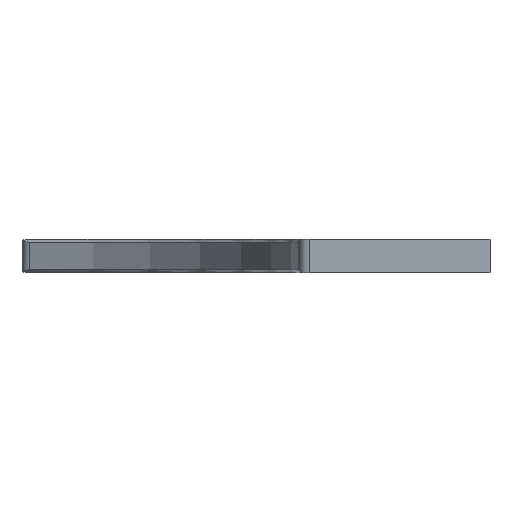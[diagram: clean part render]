
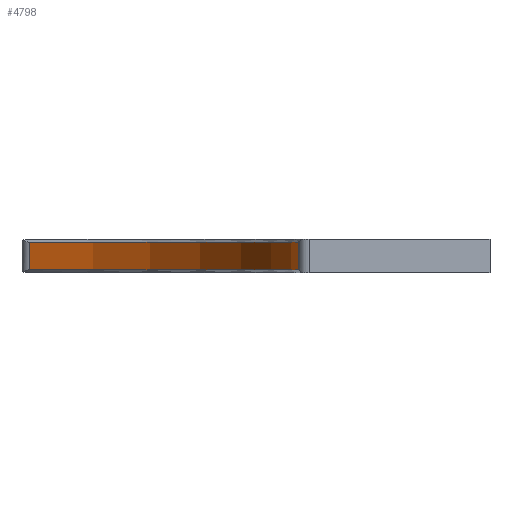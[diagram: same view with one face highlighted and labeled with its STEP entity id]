
A CAD part, front view. The second image highlights one B-rep face of the part: STEP entity #4798.
In plain terms, the highlighted cylindrical face has radius 115.9 mm (diameter 231.8 mm), a partial arc.
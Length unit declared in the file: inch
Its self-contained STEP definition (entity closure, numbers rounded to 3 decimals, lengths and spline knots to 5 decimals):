
#96 = CARTESIAN_POINT ( 'NONE',  ( 0., 0., -0.031 ) ) ;
#122 = CIRCLE ( 'NONE', #2624, 4.563 ) ;
#149 = EDGE_CURVE ( 'NONE', #3349, #3258, #5122, .T. ) ;
#197 = EDGE_CURVE ( 'NONE', #2237, #231, #5547, .T. ) ;
#231 = VERTEX_POINT ( 'NONE', #1757 ) ;
#384 = ORIENTED_EDGE ( 'NONE', *, *, #197, .T. ) ;
#385 = AXIS2_PLACEMENT_3D ( 'NONE', #3521, #4251, #3921 ) ;
#538 = EDGE_LOOP ( 'NONE', ( #1498, #384, #1410, #3820 ) ) ;
#1141 = CARTESIAN_POINT ( 'NONE',  ( 4.56138, 0.12167, -0.3735 ) ) ;
#1303 = CIRCLE ( 'NONE', #385, 4.563 ) ;
#1410 = ORIENTED_EDGE ( 'NONE', *, *, #3289, .T. ) ;
#1427 = CARTESIAN_POINT ( 'NONE',  ( 0., 0., -0.3735 ) ) ;
#1484 = DIRECTION ( 'NONE',  ( 1., 0., 0. ) ) ;
#1498 = ORIENTED_EDGE ( 'NONE', *, *, #3891, .T. ) ;
#1727 = AXIS2_PLACEMENT_3D ( 'NONE', #1427, #2717, #4951 ) ;
#1757 = CARTESIAN_POINT ( 'NONE',  ( 4.56138, 0.12167, -0.031 ) ) ;
#2237 = VERTEX_POINT ( 'NONE', #5241 ) ;
#2274 = DIRECTION ( 'NONE',  ( 0., 0., 1. ) ) ;
#2472 = DIRECTION ( 'NONE',  ( 0., 0., 1. ) ) ;
#2624 = AXIS2_PLACEMENT_3D ( 'NONE', #96, #2274, #1484 ) ;
#2717 = DIRECTION ( 'NONE',  ( 0., 0., 1. ) ) ;
#3228 = VECTOR ( 'NONE', #2472, 39.37008 ) ;
#3258 = VERTEX_POINT ( 'NONE', #4475 ) ;
#3289 = EDGE_CURVE ( 'NONE', #231, #3349, #122, .T. ) ;
#3349 = VERTEX_POINT ( 'NONE', #4467 ) ;
#3521 = CARTESIAN_POINT ( 'NONE',  ( 0., 0., -0.3425 ) ) ;
#3820 = ORIENTED_EDGE ( 'NONE', *, *, #149, .T. ) ;
#3891 = EDGE_CURVE ( 'NONE', #3258, #2237, #1303, .T. ) ;
#3921 = DIRECTION ( 'NONE',  ( 1., 0., 0. ) ) ;
#3957 = VECTOR ( 'NONE', #5175, 39.37008 ) ;
#4251 = DIRECTION ( 'NONE',  ( 0., 0., -1. ) ) ;
#4467 = CARTESIAN_POINT ( 'NONE',  ( 1.52526, 4.30053, -0.031 ) ) ;
#4475 = CARTESIAN_POINT ( 'NONE',  ( 1.52526, 4.30053, -0.3425 ) ) ;
#4798 = ADVANCED_FACE ( 'NONE', ( #4830 ), #5411, .F. ) ;
#4830 = FACE_OUTER_BOUND ( 'NONE', #538, .T. ) ;
#4951 = DIRECTION ( 'NONE',  ( 1., 0., 0. ) ) ;
#5016 = CARTESIAN_POINT ( 'NONE',  ( 1.52526, 4.30053, -0.3735 ) ) ;
#5122 = LINE ( 'NONE', #5016, #3957 ) ;
#5175 = DIRECTION ( 'NONE',  ( 0., 0., -1. ) ) ;
#5241 = CARTESIAN_POINT ( 'NONE',  ( 4.56138, 0.12167, -0.3425 ) ) ;
#5411 = CYLINDRICAL_SURFACE ( 'NONE', #1727, 4.563 ) ;
#5547 = LINE ( 'NONE', #1141, #3228 ) ;
